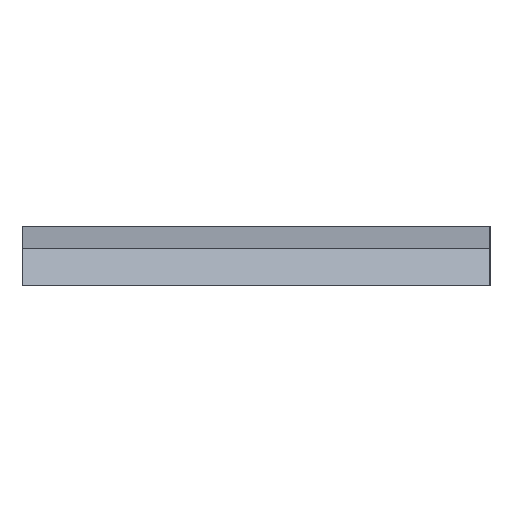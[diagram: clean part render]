
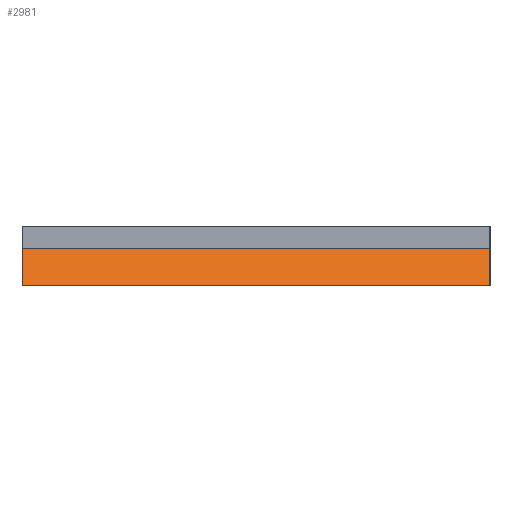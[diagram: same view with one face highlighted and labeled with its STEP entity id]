
A CAD part, left-side view. The second image highlights one B-rep face of the part: STEP entity #2981.
In plain terms, the highlighted planar face has unit normal (-0.707, 0, 0.707).
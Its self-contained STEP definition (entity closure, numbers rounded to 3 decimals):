
#597 = LINE ( 'NONE', #2093, #7505 ) ;
#1069 = EDGE_CURVE ( 'NONE', #6288, #6982, #597, .T. ) ;
#2093 = CARTESIAN_POINT ( 'NONE',  ( -5.038, 62.5, -8. ) ) ;
#2546 = EDGE_CURVE ( 'NONE', #6982, #3925, #7107, .T. ) ;
#2648 = CARTESIAN_POINT ( 'NONE',  ( -5.038, 0., -8. ) ) ;
#2880 = ORIENTED_EDGE ( 'NONE', *, *, #8373, .F. ) ;
#2981 = ADVANCED_FACE ( 'NONE', ( #7298 ), #4305, .F. ) ;
#3060 = DIRECTION ( 'NONE',  ( 0.707, 0., -0.707 ) ) ;
#3473 = EDGE_CURVE ( 'NONE', #6288, #7727, #5532, .T. ) ;
#3703 = VECTOR ( 'NONE', #6369, 1000. ) ;
#3885 = CARTESIAN_POINT ( 'NONE',  ( -5.038, 62.5, -8. ) ) ;
#3925 = VERTEX_POINT ( 'NONE', #7212 ) ;
#3961 = CARTESIAN_POINT ( 'NONE',  ( 0., 62.5, -2.962 ) ) ;
#4222 = CARTESIAN_POINT ( 'NONE',  ( 0., 62.5, -2.962 ) ) ;
#4305 = PLANE ( 'NONE',  #8720 ) ;
#4810 = CARTESIAN_POINT ( 'NONE',  ( 0., 0., -2.962 ) ) ;
#4919 = LINE ( 'NONE', #7963, #5848 ) ;
#5064 = DIRECTION ( 'NONE',  ( 0., -1., 0. ) ) ;
#5153 = DIRECTION ( 'NONE',  ( -0.707, 0., -0.707 ) ) ;
#5532 = LINE ( 'NONE', #4222, #3703 ) ;
#5771 = VECTOR ( 'NONE', #6253, 1000. ) ;
#5848 = VECTOR ( 'NONE', #5064, 1000. ) ;
#6253 = DIRECTION ( 'NONE',  ( 0.707, 0., 0.707 ) ) ;
#6288 = VERTEX_POINT ( 'NONE', #3885 ) ;
#6369 = DIRECTION ( 'NONE',  ( 0.707, 0., 0.707 ) ) ;
#6899 = ORIENTED_EDGE ( 'NONE', *, *, #3473, .F. ) ;
#6982 = VERTEX_POINT ( 'NONE', #2648 ) ;
#7107 = LINE ( 'NONE', #4810, #5771 ) ;
#7212 = CARTESIAN_POINT ( 'NONE',  ( 0., 0., -2.962 ) ) ;
#7228 = EDGE_LOOP ( 'NONE', ( #9082, #2880, #6899, #8566 ) ) ;
#7298 = FACE_OUTER_BOUND ( 'NONE', #7228, .T. ) ;
#7505 = VECTOR ( 'NONE', #8374, 1000. ) ;
#7727 = VERTEX_POINT ( 'NONE', #3961 ) ;
#7963 = CARTESIAN_POINT ( 'NONE',  ( 0., 62.5, -2.962 ) ) ;
#8373 = EDGE_CURVE ( 'NONE', #7727, #3925, #4919, .T. ) ;
#8374 = DIRECTION ( 'NONE',  ( 0., -1., 0. ) ) ;
#8566 = ORIENTED_EDGE ( 'NONE', *, *, #1069, .T. ) ;
#8720 = AXIS2_PLACEMENT_3D ( 'NONE', #8743, #3060, #5153 ) ;
#8743 = CARTESIAN_POINT ( 'NONE',  ( 0., 62.5, -2.962 ) ) ;
#9082 = ORIENTED_EDGE ( 'NONE', *, *, #2546, .T. ) ;
